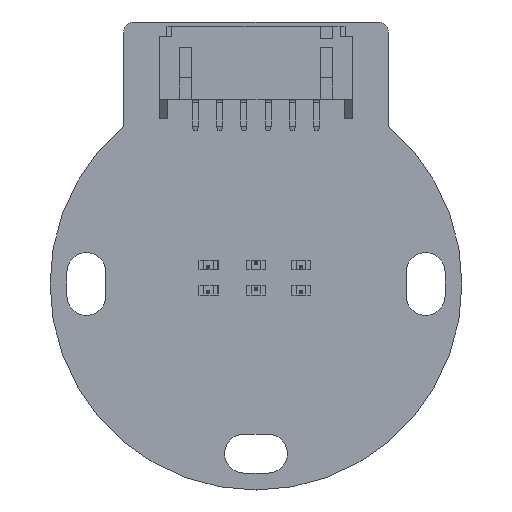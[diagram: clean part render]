
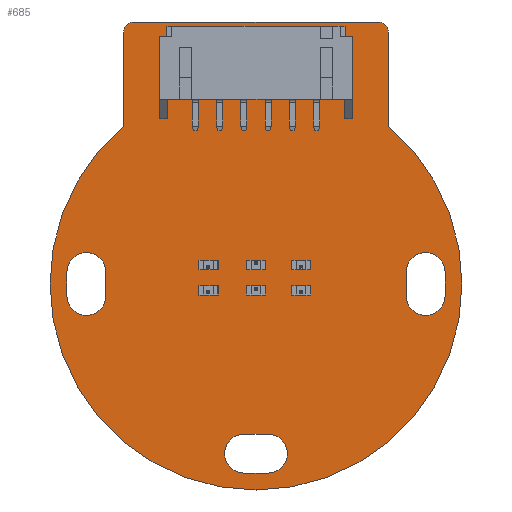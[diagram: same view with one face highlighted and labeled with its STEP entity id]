
A CAD part, top view. The second image highlights one B-rep face of the part: STEP entity #685.
In plain terms, the highlighted planar face has unit normal (0, 0, 1).
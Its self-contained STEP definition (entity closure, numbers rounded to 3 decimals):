
#84 = VERTEX_POINT('',#85);
#85 = CARTESIAN_POINT('',(-10.927,13.023,0.591));
#91 = EDGE_CURVE('',#84,#92,#94,.T.);
#92 = VERTEX_POINT('',#93);
#93 = CARTESIAN_POINT('',(10.927,13.023,0.591));
#94 = CIRCLE('',#95,17.);
#95 = AXIS2_PLACEMENT_3D('',#96,#97,#98);
#96 = CARTESIAN_POINT('',(0.,0.,
    0.591));
#97 = DIRECTION('',(0.,0.,1.));
#98 = DIRECTION('',(-0.643,0.766,0.));
#124 = EDGE_CURVE('',#92,#125,#127,.T.);
#125 = VERTEX_POINT('',#126);
#126 = CARTESIAN_POINT('',(10.927,20.773,0.591));
#127 = LINE('',#128,#129);
#128 = CARTESIAN_POINT('',(10.927,13.023,0.591));
#129 = VECTOR('',#130,1.);
#130 = DIRECTION('',(0.,1.,0.));
#155 = EDGE_CURVE('',#125,#156,#158,.T.);
#156 = VERTEX_POINT('',#157);
#157 = CARTESIAN_POINT('',(10.075,21.625,0.591));
#158 = CIRCLE('',#159,0.852);
#159 = AXIS2_PLACEMENT_3D('',#160,#161,#162);
#160 = CARTESIAN_POINT('',(10.075,20.773,0.591));
#161 = DIRECTION('',(0.,0.,1.));
#162 = DIRECTION('',(1.,0.,0.));
#188 = EDGE_CURVE('',#156,#189,#191,.T.);
#189 = VERTEX_POINT('',#190);
#190 = CARTESIAN_POINT('',(-10.075,21.625,0.591));
#191 = LINE('',#192,#193);
#192 = CARTESIAN_POINT('',(10.075,21.625,0.591));
#193 = VECTOR('',#194,1.);
#194 = DIRECTION('',(-1.,0.,0.));
#219 = EDGE_CURVE('',#189,#220,#222,.T.);
#220 = VERTEX_POINT('',#221);
#221 = CARTESIAN_POINT('',(-10.927,20.773,0.591));
#222 = CIRCLE('',#223,0.852);
#223 = AXIS2_PLACEMENT_3D('',#224,#225,#226);
#224 = CARTESIAN_POINT('',(-10.075,20.773,0.591));
#225 = DIRECTION('',(0.,0.,1.));
#226 = DIRECTION('',(0.,1.,0.));
#252 = EDGE_CURVE('',#220,#84,#253,.T.);
#253 = LINE('',#254,#255);
#254 = CARTESIAN_POINT('',(-10.927,20.773,0.591));
#255 = VECTOR('',#256,1.);
#256 = DIRECTION('',(0.,-1.,0.));
#276 = VERTEX_POINT('',#277);
#277 = CARTESIAN_POINT('',(-12.4,-1.,0.591));
#283 = EDGE_CURVE('',#276,#284,#286,.T.);
#284 = VERTEX_POINT('',#285);
#285 = CARTESIAN_POINT('',(-12.4,1.,0.591));
#286 = LINE('',#287,#288);
#287 = CARTESIAN_POINT('',(-12.4,-1.,0.591));
#288 = VECTOR('',#289,1.);
#289 = DIRECTION('',(0.,1.,0.));
#314 = EDGE_CURVE('',#284,#315,#317,.T.);
#315 = VERTEX_POINT('',#316);
#316 = CARTESIAN_POINT('',(-15.6,1.,0.591));
#317 = CIRCLE('',#318,1.6);
#318 = AXIS2_PLACEMENT_3D('',#319,#320,#321);
#319 = CARTESIAN_POINT('',(-14.,1.,0.591));
#320 = DIRECTION('',(0.,0.,1.));
#321 = DIRECTION('',(1.,0.,0.));
#347 = EDGE_CURVE('',#315,#348,#350,.T.);
#348 = VERTEX_POINT('',#349);
#349 = CARTESIAN_POINT('',(-15.6,-1.,0.591));
#350 = LINE('',#351,#352);
#351 = CARTESIAN_POINT('',(-15.6,1.,0.591));
#352 = VECTOR('',#353,1.);
#353 = DIRECTION('',(0.,-1.,0.));
#378 = EDGE_CURVE('',#348,#276,#379,.T.);
#379 = CIRCLE('',#380,1.6);
#380 = AXIS2_PLACEMENT_3D('',#381,#382,#383);
#381 = CARTESIAN_POINT('',(-14.,-1.,0.591));
#382 = DIRECTION('',(0.,0.,1.));
#383 = DIRECTION('',(-1.,0.,0.));
#404 = VERTEX_POINT('',#405);
#405 = CARTESIAN_POINT('',(1.,-12.4,0.591));
#411 = EDGE_CURVE('',#404,#412,#414,.T.);
#412 = VERTEX_POINT('',#413);
#413 = CARTESIAN_POINT('',(-1.,-12.4,0.591));
#414 = LINE('',#415,#416);
#415 = CARTESIAN_POINT('',(1.,-12.4,0.591));
#416 = VECTOR('',#417,1.);
#417 = DIRECTION('',(-1.,0.,0.));
#442 = EDGE_CURVE('',#412,#443,#445,.T.);
#443 = VERTEX_POINT('',#444);
#444 = CARTESIAN_POINT('',(-1.,-15.6,0.591));
#445 = CIRCLE('',#446,1.6);
#446 = AXIS2_PLACEMENT_3D('',#447,#448,#449);
#447 = CARTESIAN_POINT('',(-1.,-14.,0.591));
#448 = DIRECTION('',(0.,0.,1.));
#449 = DIRECTION('',(0.,1.,0.));
#475 = EDGE_CURVE('',#443,#476,#478,.T.);
#476 = VERTEX_POINT('',#477);
#477 = CARTESIAN_POINT('',(1.,-15.6,0.591));
#478 = LINE('',#479,#480);
#479 = CARTESIAN_POINT('',(-1.,-15.6,0.591));
#480 = VECTOR('',#481,1.);
#481 = DIRECTION('',(1.,0.,0.));
#506 = EDGE_CURVE('',#476,#404,#507,.T.);
#507 = CIRCLE('',#508,1.6);
#508 = AXIS2_PLACEMENT_3D('',#509,#510,#511);
#509 = CARTESIAN_POINT('',(1.,-14.,0.591));
#510 = DIRECTION('',(0.,0.,1.));
#511 = DIRECTION('',(0.,-1.,0.));
#532 = VERTEX_POINT('',#533);
#533 = CARTESIAN_POINT('',(15.6,-1.,0.591));
#539 = EDGE_CURVE('',#532,#540,#542,.T.);
#540 = VERTEX_POINT('',#541);
#541 = CARTESIAN_POINT('',(15.6,1.,0.591));
#542 = LINE('',#543,#544);
#543 = CARTESIAN_POINT('',(15.6,-1.,0.591));
#544 = VECTOR('',#545,1.);
#545 = DIRECTION('',(0.,1.,0.));
#570 = EDGE_CURVE('',#540,#571,#573,.T.);
#571 = VERTEX_POINT('',#572);
#572 = CARTESIAN_POINT('',(12.4,1.,0.591));
#573 = CIRCLE('',#574,1.6);
#574 = AXIS2_PLACEMENT_3D('',#575,#576,#577);
#575 = CARTESIAN_POINT('',(14.,1.,0.591));
#576 = DIRECTION('',(0.,0.,1.));
#577 = DIRECTION('',(1.,0.,0.));
#603 = EDGE_CURVE('',#571,#604,#606,.T.);
#604 = VERTEX_POINT('',#605);
#605 = CARTESIAN_POINT('',(12.4,-1.,0.591));
#606 = LINE('',#607,#608);
#607 = CARTESIAN_POINT('',(12.4,1.,0.591));
#608 = VECTOR('',#609,1.);
#609 = DIRECTION('',(0.,-1.,0.));
#634 = EDGE_CURVE('',#604,#532,#635,.T.);
#635 = CIRCLE('',#636,1.6);
#636 = AXIS2_PLACEMENT_3D('',#637,#638,#639);
#637 = CARTESIAN_POINT('',(14.,-1.,0.591));
#638 = DIRECTION('',(0.,0.,1.));
#639 = DIRECTION('',(-1.,0.,0.));
#685 = ADVANCED_FACE('',(#686,#694,#700,#706),#712,.F.);
#686 = FACE_BOUND('',#687,.T.);
#687 = EDGE_LOOP('',(#688,#689,#690,#691,#692,#693));
#688 = ORIENTED_EDGE('',*,*,#91,.T.);
#689 = ORIENTED_EDGE('',*,*,#124,.T.);
#690 = ORIENTED_EDGE('',*,*,#155,.T.);
#691 = ORIENTED_EDGE('',*,*,#188,.T.);
#692 = ORIENTED_EDGE('',*,*,#219,.T.);
#693 = ORIENTED_EDGE('',*,*,#252,.T.);
#694 = FACE_BOUND('',#695,.F.);
#695 = EDGE_LOOP('',(#696,#697,#698,#699));
#696 = ORIENTED_EDGE('',*,*,#283,.T.);
#697 = ORIENTED_EDGE('',*,*,#314,.T.);
#698 = ORIENTED_EDGE('',*,*,#347,.T.);
#699 = ORIENTED_EDGE('',*,*,#378,.T.);
#700 = FACE_BOUND('',#701,.F.);
#701 = EDGE_LOOP('',(#702,#703,#704,#705));
#702 = ORIENTED_EDGE('',*,*,#411,.T.);
#703 = ORIENTED_EDGE('',*,*,#442,.T.);
#704 = ORIENTED_EDGE('',*,*,#475,.T.);
#705 = ORIENTED_EDGE('',*,*,#506,.T.);
#706 = FACE_BOUND('',#707,.F.);
#707 = EDGE_LOOP('',(#708,#709,#710,#711));
#708 = ORIENTED_EDGE('',*,*,#539,.T.);
#709 = ORIENTED_EDGE('',*,*,#570,.T.);
#710 = ORIENTED_EDGE('',*,*,#603,.T.);
#711 = ORIENTED_EDGE('',*,*,#634,.T.);
#712 = PLANE('',#713);
#713 = AXIS2_PLACEMENT_3D('',#714,#715,#716);
#714 = CARTESIAN_POINT('',(-10.927,13.023,0.591));
#715 = DIRECTION('',(0.,0.,-1.));
#716 = DIRECTION('',(-1.,0.,0.));
